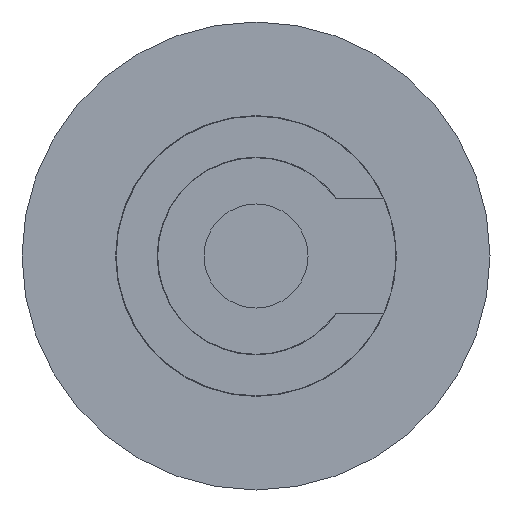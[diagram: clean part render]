
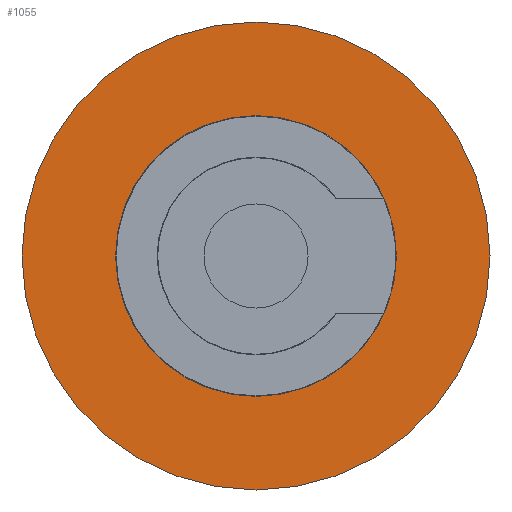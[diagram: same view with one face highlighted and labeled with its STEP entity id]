
A CAD part, left-side view. The second image highlights one B-rep face of the part: STEP entity #1055.
In plain terms, the highlighted planar face has unit normal (-1, 0, 0).
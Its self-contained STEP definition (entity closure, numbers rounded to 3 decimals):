
#103 = CARTESIAN_POINT ( 'NONE',  ( -15., 0., -1.35 ) ) ;
#199 = AXIS2_PLACEMENT_3D ( 'NONE', #1598, #1596, #1595 ) ;
#250 = DIRECTION ( 'NONE',  ( 0., 0., 1. ) ) ;
#252 = DIRECTION ( 'NONE',  ( -1., 0., 0. ) ) ;
#256 = CARTESIAN_POINT ( 'NONE',  ( -15., 2.25, 0. ) ) ;
#280 = PLANE ( 'NONE',  #485 ) ;
#288 = AXIS2_PLACEMENT_3D ( 'NONE', #1819, #1817, #1816 ) ;
#292 = AXIS2_PLACEMENT_3D ( 'NONE', #1824, #1822, #1820 ) ;
#378 = AXIS2_PLACEMENT_3D ( 'NONE', #1654, #1645, #1602 ) ;
#442 = CARTESIAN_POINT ( 'NONE',  ( -15., 0., 1.35 ) ) ;
#485 = AXIS2_PLACEMENT_3D ( 'NONE', #256, #252, #250 ) ;
#520 = CIRCLE ( 'NONE', #378, 2.25 ) ;
#581 = FACE_OUTER_BOUND ( 'NONE', #1370, .T. ) ;
#953 = CIRCLE ( 'NONE', #199, 1.35 ) ;
#1003 = VERTEX_POINT ( 'NONE', #442 ) ;
#1055 = ADVANCED_FACE ( 'NONE', ( #581, #1560 ), #280, .T. ) ;
#1132 = VERTEX_POINT ( 'NONE', #103 ) ;
#1258 = EDGE_LOOP ( 'NONE', ( #1725, #1749 ) ) ;
#1315 = CIRCLE ( 'NONE', #288, 1.35 ) ;
#1321 = CIRCLE ( 'NONE', #292, 2.25 ) ;
#1363 = EDGE_CURVE ( 'NONE', #1688, #1739, #520, .T. ) ;
#1370 = EDGE_LOOP ( 'NONE', ( #1743, #1742 ) ) ;
#1491 = CARTESIAN_POINT ( 'NONE',  ( -15., 0., 2.25 ) ) ;
#1492 = CARTESIAN_POINT ( 'NONE',  ( -15., 0., -2.25 ) ) ;
#1560 = FACE_BOUND ( 'NONE', #1258, .T. ) ;
#1567 = EDGE_CURVE ( 'NONE', #1739, #1688, #1321, .T. ) ;
#1573 = EDGE_CURVE ( 'NONE', #1132, #1003, #1315, .T. ) ;
#1595 = DIRECTION ( 'NONE',  ( 0., 0., 1. ) ) ;
#1596 = DIRECTION ( 'NONE',  ( -1., 0., 0. ) ) ;
#1598 = CARTESIAN_POINT ( 'NONE',  ( -15., 0., 0. ) ) ;
#1602 = DIRECTION ( 'NONE',  ( 0., 0., -1. ) ) ;
#1645 = DIRECTION ( 'NONE',  ( 1., 0., 0. ) ) ;
#1646 = EDGE_CURVE ( 'NONE', #1003, #1132, #953, .T. ) ;
#1654 = CARTESIAN_POINT ( 'NONE',  ( -15., 0., 0. ) ) ;
#1688 = VERTEX_POINT ( 'NONE', #1492 ) ;
#1725 = ORIENTED_EDGE ( 'NONE', *, *, #1573, .F. ) ;
#1739 = VERTEX_POINT ( 'NONE', #1491 ) ;
#1742 = ORIENTED_EDGE ( 'NONE', *, *, #1567, .F. ) ;
#1743 = ORIENTED_EDGE ( 'NONE', *, *, #1363, .F. ) ;
#1749 = ORIENTED_EDGE ( 'NONE', *, *, #1646, .F. ) ;
#1816 = DIRECTION ( 'NONE',  ( 0., 0., 1. ) ) ;
#1817 = DIRECTION ( 'NONE',  ( -1., 0., 0. ) ) ;
#1819 = CARTESIAN_POINT ( 'NONE',  ( -15., 0., 0. ) ) ;
#1820 = DIRECTION ( 'NONE',  ( 0., 0., -1. ) ) ;
#1822 = DIRECTION ( 'NONE',  ( 1., 0., 0. ) ) ;
#1824 = CARTESIAN_POINT ( 'NONE',  ( -15., 0., 0. ) ) ;
